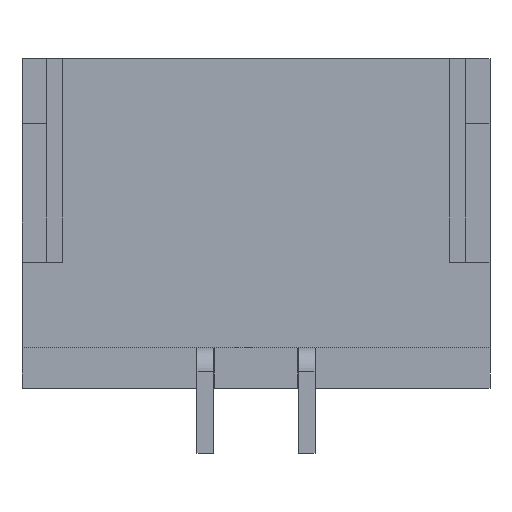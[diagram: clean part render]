
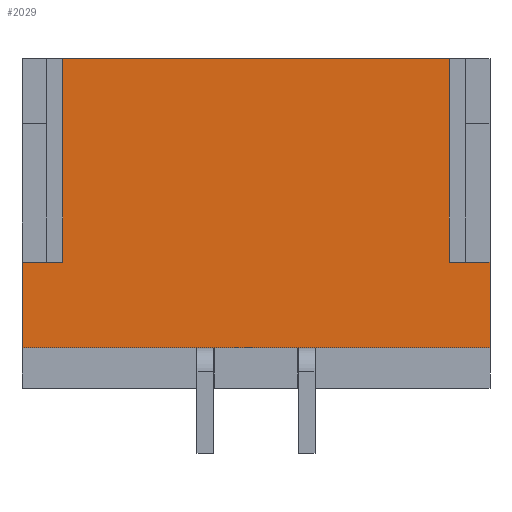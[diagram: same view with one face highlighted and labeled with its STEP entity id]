
A CAD part, front view. The second image highlights one B-rep face of the part: STEP entity #2029.
In plain terms, the highlighted planar face has unit normal (0, -1, 0).
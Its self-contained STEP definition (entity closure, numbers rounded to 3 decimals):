
#1958=CARTESIAN_POINT('',(-2.875,0.0,-1.525));
#1959=VERTEX_POINT('',#1958);
#1960=CARTESIAN_POINT('',(-2.875,0.0,-0.475));
#1961=VERTEX_POINT('',#1960);
#1962=CARTESIAN_POINT('',(-2.875,0.0,2.025));
#1963=DIRECTION('',(-0.0,0.0,1.0));
#1964=VECTOR('',#1963,1.0);
#1965=LINE('',#1962,#1964);
#1966=EDGE_CURVE('n� 2998',#1959,#1961,#1965,.T.);
#1967=ORIENTED_EDGE('',*,*,#1966,.F.);
#1968=CARTESIAN_POINT('',(2.875,0.0,-1.525));
#1969=VERTEX_POINT('',#1968);
#1970=CARTESIAN_POINT('',(2.875,0.0,-1.525));
#1971=DIRECTION('',(-1.0,0.0,0.0));
#1972=VECTOR('',#1971,1.0);
#1973=LINE('',#1970,#1972);
#1974=EDGE_CURVE('n� 3042',#1969,#1959,#1973,.T.);
#1975=ORIENTED_EDGE('',*,*,#1974,.F.);
#1976=CARTESIAN_POINT('',(2.875,0.0,-0.475));
#1977=VERTEX_POINT('',#1976);
#1978=CARTESIAN_POINT('',(2.875,0.0,2.025));
#1979=DIRECTION('',(0.0,0.0,-1.0));
#1980=VECTOR('',#1979,1.0);
#1981=LINE('',#1978,#1980);
#1982=EDGE_CURVE('n� 2037',#1977,#1969,#1981,.T.);
#1983=ORIENTED_EDGE('',*,*,#1982,.F.);
#1984=CARTESIAN_POINT('',(2.375,0.0,-0.475));
#1985=VERTEX_POINT('',#1984);
#1986=CARTESIAN_POINT('',(2.375,0.0,-0.475));
#1987=DIRECTION('',(1.0,0.0,0.0));
#1988=VECTOR('',#1987,1.0);
#1989=LINE('',#1986,#1988);
#1990=EDGE_CURVE('n� 2084',#1985,#1977,#1989,.T.);
#1991=ORIENTED_EDGE('',*,*,#1990,.F.);
#1992=CARTESIAN_POINT('',(2.375,0.0,2.025));
#1993=VERTEX_POINT('',#1992);
#1994=CARTESIAN_POINT('',(2.375,0.0,-0.475));
#1995=DIRECTION('',(0.0,0.0,-1.0));
#1996=VECTOR('',#1995,1.0);
#1997=LINE('',#1994,#1996);
#1998=EDGE_CURVE('n� 2081',#1993,#1985,#1997,.T.);
#1999=ORIENTED_EDGE('',*,*,#1998,.F.);
#2000=CARTESIAN_POINT('',(-2.375,0.0,2.025));
#2001=VERTEX_POINT('',#2000);
#2002=CARTESIAN_POINT('',(-2.875,0.0,2.025));
#2003=DIRECTION('',(1.0,0.0,0.0));
#2004=VECTOR('',#2003,1.0);
#2005=LINE('',#2002,#2004);
#2006=EDGE_CURVE('n� 2247',#2001,#1993,#2005,.T.);
#2007=ORIENTED_EDGE('',*,*,#2006,.F.);
#2008=CARTESIAN_POINT('',(-2.375,-0.0,-0.475));
#2009=VERTEX_POINT('',#2008);
#2010=CARTESIAN_POINT('',(-2.375,0.0,-0.475));
#2011=DIRECTION('',(-0.0,-0.0,-1.0));
#2012=VECTOR('',#2011,1.0);
#2013=LINE('',#2010,#2012);
#2014=EDGE_CURVE('n� 2309',#2001,#2009,#2013,.T.);
#2015=ORIENTED_EDGE('',*,*,#2014,.T.);
#2016=CARTESIAN_POINT('',(-2.375,0.0,-0.475));
#2017=DIRECTION('',(-1.0,0.0,0.0));
#2018=VECTOR('',#2017,1.0);
#2019=LINE('',#2016,#2018);
#2020=EDGE_CURVE('n� 2307',#2009,#1961,#2019,.T.);
#2021=ORIENTED_EDGE('',*,*,#2020,.T.);
#2022=EDGE_LOOP('',(#1967,#1975,#1983,#1991,#1999,#2007,#2015,#2021));
#2023=FACE_OUTER_BOUND('',#2022,.T.);
#2024=CARTESIAN_POINT('',(0.0,-0.0,0.0));
#2025=DIRECTION('',(0.0,-1.0,0.0));
#2026=DIRECTION('',(0.0,-0.0,-1.0));
#2027=AXIS2_PLACEMENT_3D('',#2024,#2025,#2026);
#2028=PLANE('',#2027);
#2029=ADVANCED_FACE('n� 3006',(#2023),#2028,.T.);
